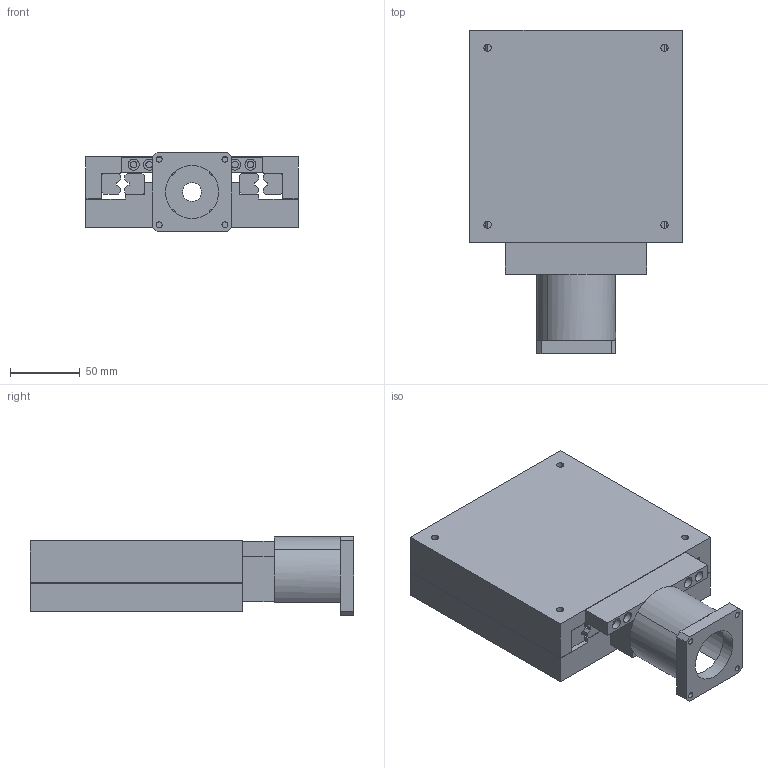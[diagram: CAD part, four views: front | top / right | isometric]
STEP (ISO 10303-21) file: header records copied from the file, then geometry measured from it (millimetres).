
FILE_DESCRIPTION((''),'2;1');
FILE_NAME('HP6-6-2.stp','2004-02-19T16:22:11',('raulmb'),(''),'Autodesk Inventor (tm) 5.3','Autodesk Inventor (tm) 5.3','');
FILE_SCHEMA(('CONFIG_CONTROL_DESIGN'));
Length unit declared in the file: inch
Products named in the file (6): HP6-6-2; HP6-6-2 BOTTOM-BASE; HP6-6-2 TOP-PLATE; HP6-6-2 RAIL-A; HP6-6-2 ~~MTRBRKT23; HP6-6-2 ENDPLATE-FRONT
Assembly tree (8 placements, depth 2):
  HP6-6-2
    HP6-6-2 BOTTOM-BASE
    HP6-6-2 TOP-PLATE
    HP6-6-2 RAIL-A  x4
    HP6-6-2 ~~MTRBRKT23
    HP6-6-2 ENDPLATE-FRONT
Bounding box: 152.45 x 232.41 x 56.64 mm (x, y, z)
Volume: 1074533.3 mm3; surface area: 212350.5 mm2
Topology: 8 solids, 8 shells, 205 faces, 544 edges, 359 vertices
Faces by surface type: plane 125, bspline 66, cylinder 14
Entity records: 6587 total; most frequent: CARTESIAN_POINT 1818, ORIENTED_EDGE 836, DIRECTION 775, EDGE_CURVE 418, VERTEX_POINT 275, VECTOR 271, LINE 271, AXIS2_PLACEMENT_3D 252
